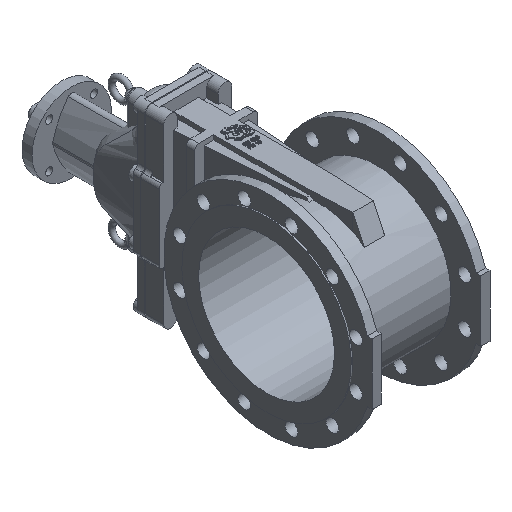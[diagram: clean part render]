
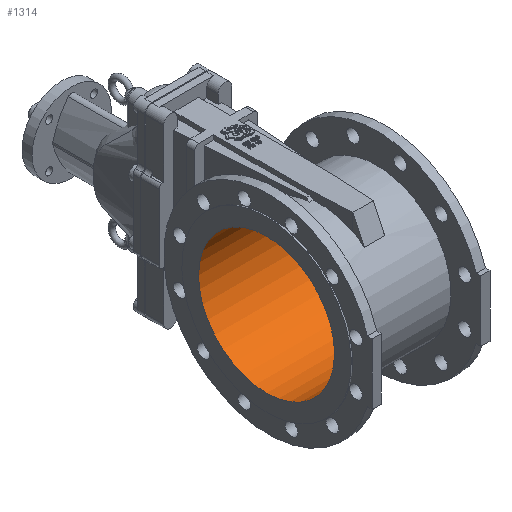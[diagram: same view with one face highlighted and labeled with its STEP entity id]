
A CAD part, isometric view. The second image highlights one B-rep face of the part: STEP entity #1314.
In plain terms, the highlighted cylindrical face has radius 150 mm (diameter 300 mm), a full revolution.
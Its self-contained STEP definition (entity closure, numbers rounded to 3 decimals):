
#1314=ADVANCED_FACE('',(#33128,#33130),#33132,.F.);
#33128=FACE_OUTER_BOUND('',#33129,.T.);
#33129=EDGE_LOOP('',(#61186));
#33130=FACE_OUTER_BOUND('',#33131,.T.);
#33131=EDGE_LOOP('',(#61187));
#33132=CYLINDRICAL_SURFACE('',#33133,150.);
#33133=AXIS2_PLACEMENT_3D('',#33134,#33135,#33136);
#33134=CARTESIAN_POINT('',(18090.484,-6819.503,-8.5));
#33135=DIRECTION('',(-1.,0.,0.));
#33136=DIRECTION('',(0.,0.,1.));
#61186=ORIENTED_EDGE('',*,*,#83686,.F.);
#61187=ORIENTED_EDGE('',*,*,#83687,.F.);
#83686=EDGE_CURVE('',#97667,#97667,#97668,.T.);
#83687=EDGE_CURVE('',#97669,#97669,#97670,.T.);
#97667=VERTEX_POINT('',#123045);
#97668=CIRCLE('',#123046,150.);
#97669=VERTEX_POINT('',#123050);
#97670=CIRCLE('',#123051,150.);
#123045=CARTESIAN_POINT('',(17363.236,-6819.503,-158.5));
#123046=AXIS2_PLACEMENT_3D('',#123047,#123048,#123049);
#123047=CARTESIAN_POINT('',(17363.236,-6819.503,-8.5));
#123048=DIRECTION('',(-1.,0.,0.));
#123049=DIRECTION('',(0.,0.,-1.));
#123050=CARTESIAN_POINT('',(17097.236,-6819.503,-158.5));
#123051=AXIS2_PLACEMENT_3D('',#123052,#123053,#123054);
#123052=CARTESIAN_POINT('',(17097.236,-6819.503,-8.5));
#123053=DIRECTION('',(1.,0.,0.));
#123054=DIRECTION('',(0.,0.,-1.));
